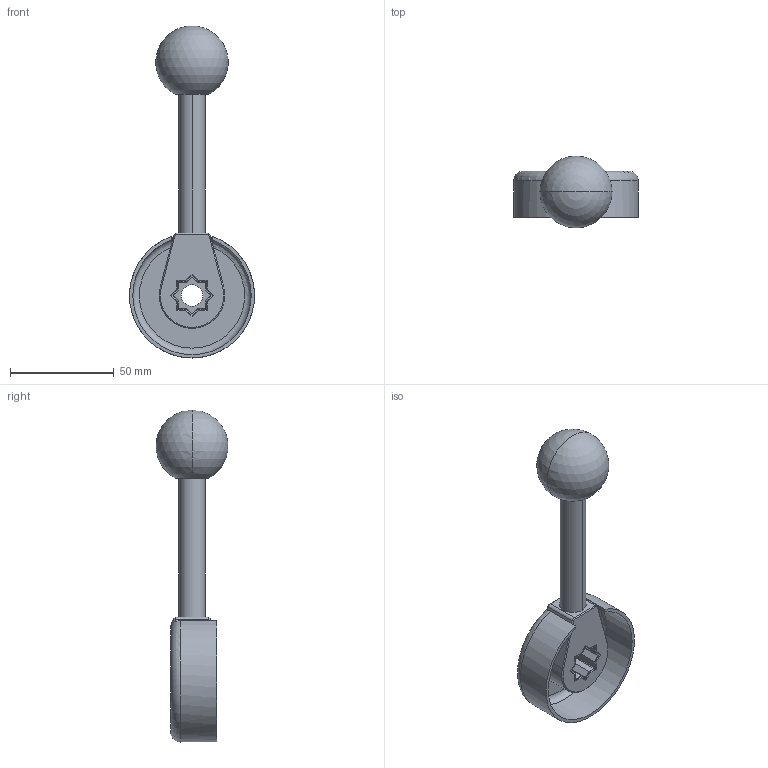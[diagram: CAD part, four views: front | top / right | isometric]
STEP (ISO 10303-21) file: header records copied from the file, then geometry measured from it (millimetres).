
FILE_DESCRIPTION((''),'2;1');
FILE_NAME('TSC_HANDLE','2012-01-24T',('sobri'),(''),'PRO/ENGINEER BY PARAMETRIC TECHNOLOGY CORPORATION, 2011180','PRO/ENGINEER BY PARAMETRIC TECHNOLOGY CORPORATION, 2011180','');
FILE_SCHEMA(('CONFIG_CONTROL_DESIGN'));
Length unit declared in the file: inch
Products named in the file (1): TSC_HANDLE
Bounding box: 60.26 x 34.64 x 160.19 mm (x, y, z)
Volume: 55260.4 mm3; surface area: 22846.5 mm2
Topology: 1 solids, 2 shells, 118 faces, 316 edges, 204 vertices
Faces by surface type: plane 77, cylinder 26, cone 10, torus 3, sphere 2
Entity records: 3754 total; most frequent: CARTESIAN_POINT 766, ORIENTED_EDGE 624, DIRECTION 594, EDGE_CURVE 312, VECTOR 214, LINE 214, VERTEX_POINT 204, AXIS2_PLACEMENT_3D 190
